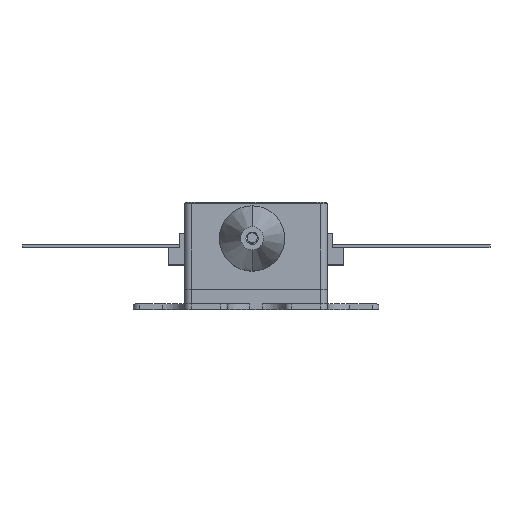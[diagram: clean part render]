
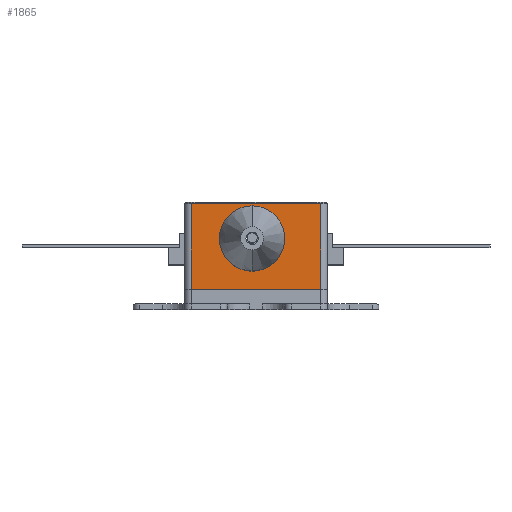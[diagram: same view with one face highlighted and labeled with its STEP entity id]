
A CAD part, top view. The second image highlights one B-rep face of the part: STEP entity #1865.
In plain terms, the highlighted planar face has unit normal (0, 0, 1).
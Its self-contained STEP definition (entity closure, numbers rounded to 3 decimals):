
#261 = AXIS2_PLACEMENT_3D ( 'NONE', #16968, #16969, #16970 ) ;
#311 = CIRCLE ( 'NONE', #261, 1.59 ) ;
#1272 = EDGE_CURVE ( 'NONE', #6636, #6632, #311, .T. ) ;
#1805 = EDGE_CURVE ( 'NONE', #27894, #28136, #3456, .T. ) ;
#1808 = EDGE_CURVE ( 'NONE', #28169, #28158, #3465, .T. ) ;
#1809 = EDGE_CURVE ( 'NONE', #6632, #6636, #12252, .T. ) ;
#1811 = EDGE_CURVE ( 'NONE', #28136, #28169, #3468, .T. ) ;
#1843 = EDGE_CURVE ( 'NONE', #28158, #27894, #3570, .T. ) ;
#1865 = ADVANCED_FACE ( 'NONE', ( #3836, #3838 ), #3839, .T. ) ;
#3456 = LINE ( 'NONE', #3457, #12243 ) ;
#3457 = CARTESIAN_POINT ( 'NONE',  ( -16.674, 4.886, 17.488 ) ) ;
#3458 = DIRECTION ( 'NONE',  ( 0., 1., 0. ) ) ;
#3465 = LINE ( 'NONE', #3466, #12249 ) ;
#3466 = CARTESIAN_POINT ( 'NONE',  ( -28.174, -2.714, 17.488 ) ) ;
#3467 = DIRECTION ( 'NONE',  ( 0., -1., 0. ) ) ;
#3468 = LINE ( 'NONE', #3473, #12239 ) ;
#3469 = CARTESIAN_POINT ( 'NONE',  ( -22.768, 1.786, 17.488 ) ) ;
#3470 = DIRECTION ( 'NONE',  ( 0., 0., 1. ) ) ;
#3471 = DIRECTION ( 'NONE',  ( 1., 0., 0. ) ) ;
#3473 = CARTESIAN_POINT ( 'NONE',  ( -28.774, 4.886, 17.488 ) ) ;
#3474 = DIRECTION ( 'NONE',  ( -1., 0., 0. ) ) ;
#3570 = LINE ( 'NONE', #3571, #12348 ) ;
#3571 = CARTESIAN_POINT ( 'NONE',  ( -28.774, -2.714, 17.488 ) ) ;
#3572 = DIRECTION ( 'NONE',  ( 1., 0., 0. ) ) ;
#3836 = FACE_BOUND ( 'NONE', #7271, .T. ) ;
#3838 = FACE_OUTER_BOUND ( 'NONE', #7272, .T. ) ;
#3839 = PLANE ( 'NONE',  #22202 ) ;
#3848 = CARTESIAN_POINT ( 'NONE',  ( -28.774, -2.714, 17.488 ) ) ;
#3849 = DIRECTION ( 'NONE',  ( 0., 0., 1. ) ) ;
#3850 = DIRECTION ( 'NONE',  ( 1., 0., 0. ) ) ;
#4163 = CARTESIAN_POINT ( 'NONE',  ( -21.178, 1.786, 17.488 ) ) ;
#4165 = CARTESIAN_POINT ( 'NONE',  ( -24.358, 1.786, 17.488 ) ) ;
#6632 = VERTEX_POINT ( 'NONE', #4163 ) ;
#6636 = VERTEX_POINT ( 'NONE', #4165 ) ;
#7018 = ORIENTED_EDGE ( 'NONE', *, *, #1272, .F. ) ;
#7020 = ORIENTED_EDGE ( 'NONE', *, *, #1809, .F. ) ;
#7021 = ORIENTED_EDGE ( 'NONE', *, *, #1811, .T. ) ;
#7022 = ORIENTED_EDGE ( 'NONE', *, *, #1805, .T. ) ;
#7023 = ORIENTED_EDGE ( 'NONE', *, *, #1843, .T. ) ;
#7024 = ORIENTED_EDGE ( 'NONE', *, *, #1808, .T. ) ;
#7271 = EDGE_LOOP ( 'NONE', ( #7020, #7018 ) ) ;
#7272 = EDGE_LOOP ( 'NONE', ( #7021, #7024, #7023, #7022 ) ) ;
#12239 = VECTOR ( 'NONE', #3474, 1000. ) ;
#12243 = VECTOR ( 'NONE', #3458, 1000. ) ;
#12249 = VECTOR ( 'NONE', #3467, 1000. ) ;
#12252 = CIRCLE ( 'NONE', #12256, 1.59 ) ;
#12256 = AXIS2_PLACEMENT_3D ( 'NONE', #3469, #3470, #3471 ) ;
#12348 = VECTOR ( 'NONE', #3572, 1000. ) ;
#16968 = CARTESIAN_POINT ( 'NONE',  ( -22.768, 1.786, 17.488 ) ) ;
#16969 = DIRECTION ( 'NONE',  ( 0., 0., 1. ) ) ;
#16970 = DIRECTION ( 'NONE',  ( 1., 0., 0. ) ) ;
#22202 = AXIS2_PLACEMENT_3D ( 'NONE', #3848, #3849, #3850 ) ;
#24899 = CARTESIAN_POINT ( 'NONE',  ( -16.674, -2.714, 17.488 ) ) ;
#24980 = CARTESIAN_POINT ( 'NONE',  ( -16.674, 4.886, 17.488 ) ) ;
#24995 = CARTESIAN_POINT ( 'NONE',  ( -28.174, -2.714, 17.488 ) ) ;
#25004 = CARTESIAN_POINT ( 'NONE',  ( -28.174, 4.886, 17.488 ) ) ;
#27894 = VERTEX_POINT ( 'NONE', #24899 ) ;
#28136 = VERTEX_POINT ( 'NONE', #24980 ) ;
#28158 = VERTEX_POINT ( 'NONE', #24995 ) ;
#28169 = VERTEX_POINT ( 'NONE', #25004 ) ;
